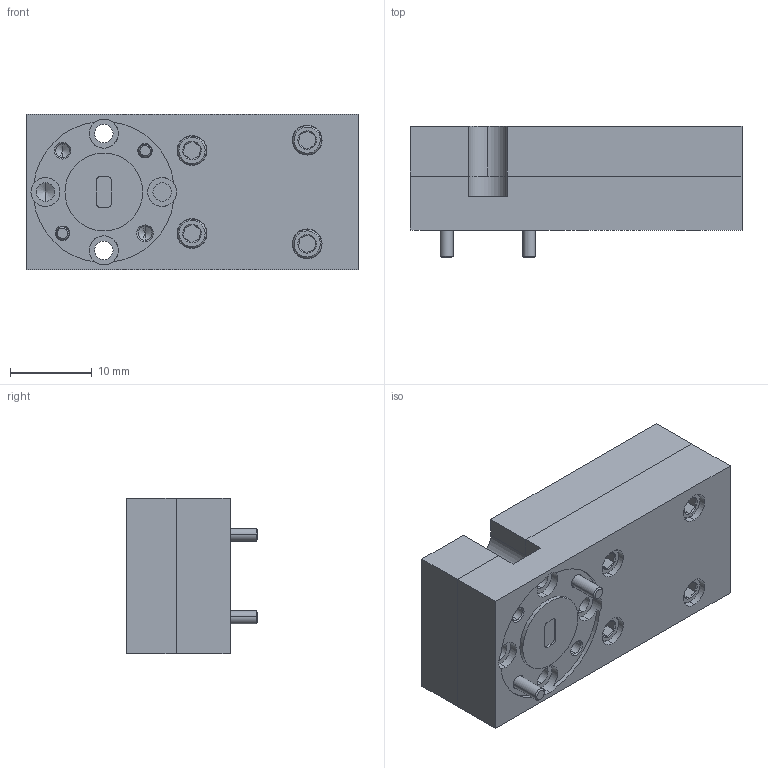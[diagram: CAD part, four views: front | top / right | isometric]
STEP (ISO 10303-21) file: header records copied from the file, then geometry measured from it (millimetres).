
FILE_DESCRIPTION (( 'STEP AP203' ), '1' );
FILE_NAME ('SFP-15228-S1.STEP', '2019-07-31T19:28:20', ( '' ), ( '' ), 'SwSTEP 2.0', 'SolidWorks 2016', '' );
FILE_SCHEMA (( 'CONFIG_CONTROL_DESIGN' ));
Length unit declared in the file: inch
Products named in the file (1): SFP-15228-S1
Bounding box: 40.64 x 16.07 x 19.05 mm (x, y, z)
Volume: 9055.9 mm3; surface area: 6520 mm2
Topology: 13 solids, 13 shells, 747 faces, 1910 edges, 1195 vertices
Faces by surface type: cylinder 466, cone 148, plane 121, bspline 12
Entity records: 30527 total; most frequent: CARTESIAN_POINT 14443, ORIENTED_EDGE 3736, DIRECTION 3006, EDGE_CURVE 1868, VERTEX_POINT 1195, AXIS2_PLACEMENT_3D 1140, EDGE_LOOP 811, FACE_OUTER_BOUND 747
